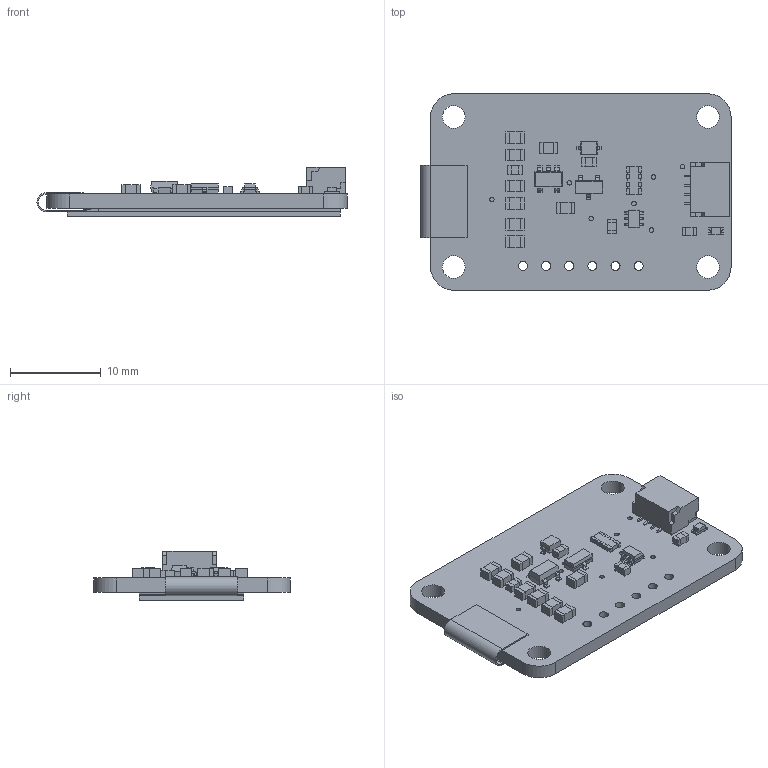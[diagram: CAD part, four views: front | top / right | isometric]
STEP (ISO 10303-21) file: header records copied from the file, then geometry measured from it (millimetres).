
FILE_DESCRIPTION(/* description */ (''),/* implementation_level */ '2;1');
FILE_NAME(/* name */ 'PCB Component.step',/* time_stamp */ '2025-06-06T09:30:02-04:00',/* author */ (''),/* organization */ (''),/* preprocessor_version */ 'ST-DEVELOPER v20.1',/* originating_system */ 'Autodesk Translation Framework v14.10.0.0',/* authorisation */ '');
FILE_SCHEMA (('AUTOMOTIVE_DESIGN { 1 0 10303 214 3 1 1 }'));
Length unit declared in the file: millimetre
Products named in the file (12): PCB Component; Board; 10uF; AP2112K-3.3; 10K; 10K_1; BSS138; STEMMA_I2C_QT; GREEN; UG-2832HSWEG02_WRAPUNDER; 1N4148; APX803
Assembly tree (21 placements, depth 2):
  PCB Component
    Board
    10uF  x8
    AP2112K-3.3
    10K  x4
    10K_1
    BSS138
    STEMMA_I2C_QT
    GREEN
    UG-2832HSWEG02_WRAPUNDER
    1N4148
    APX803
Bounding box: 34.08 x 21.59 x 5.49 mm (x, y, z)
Volume: 1472.5 mm3; surface area: 4309.6 mm2
Topology: 31 solids, 31 shells, 730 faces, 1913 edges, 1250 vertices
Faces by surface type: plane 628, cylinder 98, bspline 4
Full cylindrical faces by diameter (mm): 0.5 x10, 1 x6, 2.5 x4
Entity records: 19024 total; most frequent: CARTESIAN_POINT 3254, ORIENTED_EDGE 3106, DIRECTION 2995, EDGE_CURVE 1553, LINE 1349, VECTOR 1349, VERTEX_POINT 1010, AXIS2_PLACEMENT_3D 823
